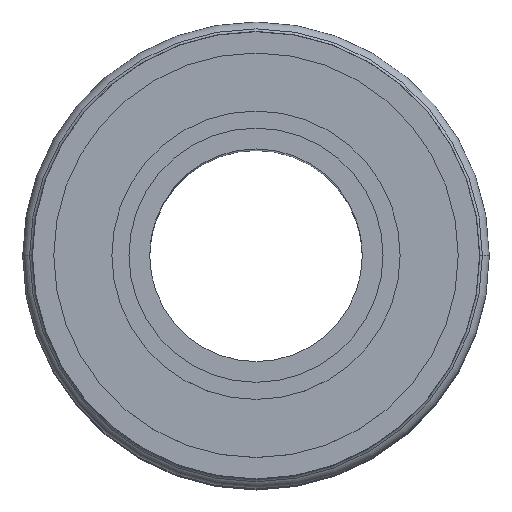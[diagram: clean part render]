
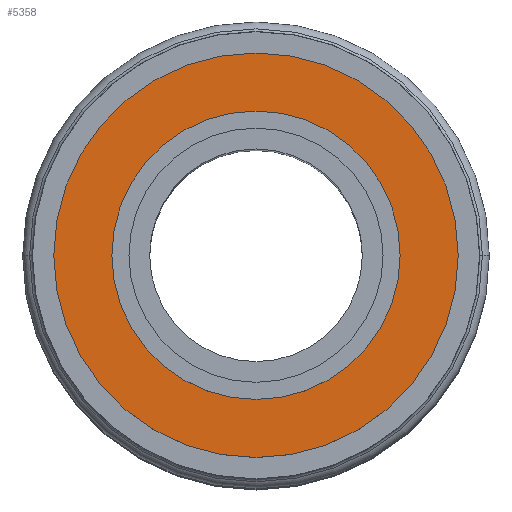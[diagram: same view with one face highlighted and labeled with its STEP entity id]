
A CAD part, top view. The second image highlights one B-rep face of the part: STEP entity #5358.
In plain terms, the highlighted planar face has unit normal (0, 0, 1).
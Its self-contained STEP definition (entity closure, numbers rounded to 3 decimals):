
#93 = ORIENTED_EDGE ( 'NONE', *, *, #6126, .F. ) ;
#104 = DIRECTION ( 'NONE',  ( 1., 0., 0. ) ) ;
#141 = CARTESIAN_POINT ( 'NONE',  ( -19.5, 0., 40. ) ) ;
#241 = AXIS2_PLACEMENT_3D ( 'NONE', #3388, #1374, #791 ) ;
#302 = CARTESIAN_POINT ( 'NONE',  ( 0., 0., 40. ) ) ;
#426 = AXIS2_PLACEMENT_3D ( 'NONE', #2746, #2780, #104 ) ;
#543 = EDGE_CURVE ( 'NONE', #1716, #4215, #6634, .T. ) ;
#738 = ORIENTED_EDGE ( 'NONE', *, *, #5885, .T. ) ;
#791 = DIRECTION ( 'NONE',  ( 1., 0., 0. ) ) ;
#1055 = FACE_BOUND ( 'NONE', #5684, .T. ) ;
#1184 = DIRECTION ( 'NONE',  ( 1., 0., 0. ) ) ;
#1248 = ORIENTED_EDGE ( 'NONE', *, *, #543, .T. ) ;
#1284 = DIRECTION ( 'NONE',  ( 1., 0., 0. ) ) ;
#1374 = DIRECTION ( 'NONE',  ( 0., 0., 1. ) ) ;
#1716 = VERTEX_POINT ( 'NONE', #141 ) ;
#2005 = CIRCLE ( 'NONE', #5063, 13.9 ) ;
#2215 = EDGE_LOOP ( 'NONE', ( #738, #1248 ) ) ;
#2384 = DIRECTION ( 'NONE',  ( 0., 0., 1. ) ) ;
#2477 = EDGE_CURVE ( 'NONE', #3721, #3911, #2529, .T. ) ;
#2529 = CIRCLE ( 'NONE', #241, 13.9 ) ;
#2547 = CIRCLE ( 'NONE', #6365, 19.5 ) ;
#2746 = CARTESIAN_POINT ( 'NONE',  ( 0., 0., 40. ) ) ;
#2780 = DIRECTION ( 'NONE',  ( 0., 0., 1. ) ) ;
#2819 = CARTESIAN_POINT ( 'NONE',  ( -13.9, 0., 40. ) ) ;
#3212 = ORIENTED_EDGE ( 'NONE', *, *, #2477, .F. ) ;
#3388 = CARTESIAN_POINT ( 'NONE',  ( 0., 0., 40. ) ) ;
#3721 = VERTEX_POINT ( 'NONE', #4003 ) ;
#3742 = PLANE ( 'NONE',  #6352 ) ;
#3807 = DIRECTION ( 'NONE',  ( 0., 0., -1. ) ) ;
#3828 = CARTESIAN_POINT ( 'NONE',  ( 19.5, 0., 40. ) ) ;
#3904 = DIRECTION ( 'NONE',  ( 0., 0., 1. ) ) ;
#3911 = VERTEX_POINT ( 'NONE', #2819 ) ;
#4003 = CARTESIAN_POINT ( 'NONE',  ( 13.9, 0., 40. ) ) ;
#4215 = VERTEX_POINT ( 'NONE', #3828 ) ;
#5063 = AXIS2_PLACEMENT_3D ( 'NONE', #302, #2384, #1284 ) ;
#5358 = ADVANCED_FACE ( 'NONE', ( #1055, #6367 ), #3742, .F. ) ;
#5684 = EDGE_LOOP ( 'NONE', ( #3212, #93 ) ) ;
#5885 = EDGE_CURVE ( 'NONE', #4215, #1716, #2547, .T. ) ;
#5920 = DIRECTION ( 'NONE',  ( -1., 0., 0. ) ) ;
#5960 = CARTESIAN_POINT ( 'NONE',  ( 0., 13.9, 40. ) ) ;
#6126 = EDGE_CURVE ( 'NONE', #3911, #3721, #2005, .T. ) ;
#6352 = AXIS2_PLACEMENT_3D ( 'NONE', #5960, #3807, #5920 ) ;
#6365 = AXIS2_PLACEMENT_3D ( 'NONE', #6383, #3904, #1184 ) ;
#6367 = FACE_OUTER_BOUND ( 'NONE', #2215, .T. ) ;
#6383 = CARTESIAN_POINT ( 'NONE',  ( 0., 0., 40. ) ) ;
#6634 = CIRCLE ( 'NONE', #426, 19.5 ) ;
